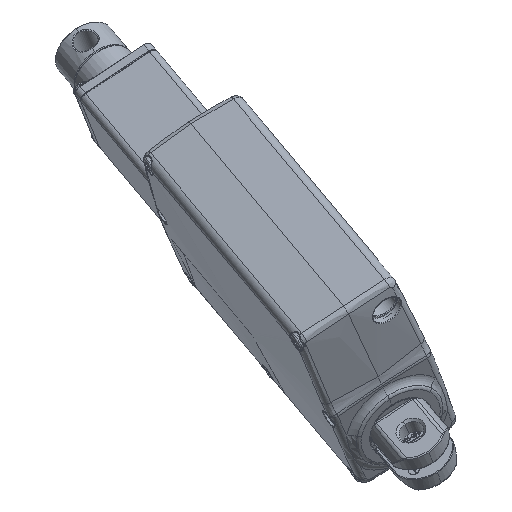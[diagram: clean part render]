
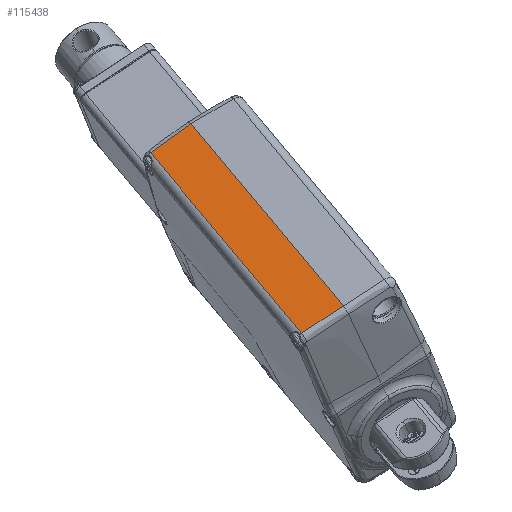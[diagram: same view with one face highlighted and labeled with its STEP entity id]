
A CAD part, front view. The second image highlights one B-rep face of the part: STEP entity #115438.
In plain terms, the highlighted cylindrical face has radius 265 mm (diameter 530 mm), a partial arc.
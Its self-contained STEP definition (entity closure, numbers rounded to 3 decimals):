
#981 = AXIS2_PLACEMENT_3D ( 'NONE', #17864, #98686, #5768 ) ;
#3561 = CARTESIAN_POINT ( 'NONE',  ( -67.285, 19.448, -22.5 ) ) ;
#4644 = CARTESIAN_POINT ( 'NONE',  ( -67.702, 12.976, -11.01 ) ) ;
#5403 = EDGE_CURVE ( 'NONE', #107610, #135586, #133808, .T. ) ;
#5551 = ORIENTED_EDGE ( 'NONE', *, *, #72479, .F. ) ;
#5768 = DIRECTION ( 'NONE',  ( 1., 0., 0. ) ) ;
#11159 = CARTESIAN_POINT ( 'NONE',  ( -68., 0., 106.029 ) ) ;
#16229 = CARTESIAN_POINT ( 'NONE',  ( -68., 3.243, -11.22 ) ) ;
#17864 = CARTESIAN_POINT ( 'NONE',  ( 197., 0., -22.5 ) ) ;
#28460 = CARTESIAN_POINT ( 'NONE',  ( -68., 0., 106.029 ) ) ;
#32077 = EDGE_CURVE ( 'NONE', #107610, #119396, #126127, .T. ) ;
#32246 = B_SPLINE_CURVE_WITH_KNOTS ( 'NONE', 3,
 ( #28460, #97703, #40134, #120924 ),
 .UNSPECIFIED., .F., .F.,
 ( 4, 4 ),
 ( 0.019, 0.039 ),
 .UNSPECIFIED. ) ;
#40134 = CARTESIAN_POINT ( 'NONE',  ( -67.762, 12.965, 105.83 ) ) ;
#40908 = CARTESIAN_POINT ( 'NONE',  ( -67.285, 19.448, -10.716 ) ) ;
#42426 = VERTEX_POINT ( 'NONE', #11159 ) ;
#48138 = EDGE_CURVE ( 'NONE', #42426, #135586, #32246, .T. ) ;
#50228 = DIRECTION ( 'NONE',  ( 0., 0., -1. ) ) ;
#60291 = CARTESIAN_POINT ( 'NONE',  ( -67.285, 19.448, 105.43 ) ) ;
#62247 = ORIENTED_EDGE ( 'NONE', *, *, #32077, .T. ) ;
#62983 = VECTOR ( 'NONE', #50228, 1000. ) ;
#72479 = EDGE_CURVE ( 'NONE', #42426, #119396, #131629, .T. ) ;
#73735 = ORIENTED_EDGE ( 'NONE', *, *, #48138, .T. ) ;
#73855 = CARTESIAN_POINT ( 'NONE',  ( -67.523, 16.214, -10.884 ) ) ;
#74882 = ORIENTED_EDGE ( 'NONE', *, *, #5403, .F. ) ;
#84383 = DIRECTION ( 'NONE',  ( 0., 0., 1. ) ) ;
#85451 = CARTESIAN_POINT ( 'NONE',  ( -67.94, 6.49, -11.178 ) ) ;
#92032 = CARTESIAN_POINT ( 'NONE',  ( -68., 0., -11.22 ) ) ;
#97054 = CARTESIAN_POINT ( 'NONE',  ( -68., 0., -11.22 ) ) ;
#97703 = CARTESIAN_POINT ( 'NONE',  ( -68., 6.483, 106.029 ) ) ;
#98686 = DIRECTION ( 'NONE',  ( 0., 0., 1. ) ) ;
#103094 = VECTOR ( 'NONE', #84383, 1000. ) ;
#107610 = VERTEX_POINT ( 'NONE', #40908 ) ;
#115438 = ADVANCED_FACE ( 'NONE', ( #148080 ), #144440, .T. ) ;
#119360 = CARTESIAN_POINT ( 'NONE',  ( -68., 0., -22.5 ) ) ;
#119396 = VERTEX_POINT ( 'NONE', #92032 ) ;
#120924 = CARTESIAN_POINT ( 'NONE',  ( -67.285, 19.448, 105.43 ) ) ;
#126127 = B_SPLINE_CURVE_WITH_KNOTS ( 'NONE', 3,
 ( #143032, #73855, #4644, #85451, #16229, #97054 ),
 .UNSPECIFIED., .F., .F.,
 ( 4, 2, 4 ),
 ( 0., 0.01, 0.019 ),
 .UNSPECIFIED. ) ;
#131629 = LINE ( 'NONE', #119360, #62983 ) ;
#133808 = LINE ( 'NONE', #3561, #103094 ) ;
#135586 = VERTEX_POINT ( 'NONE', #60291 ) ;
#138319 = EDGE_LOOP ( 'NONE', ( #62247, #5551, #73735, #74882 ) ) ;
#143032 = CARTESIAN_POINT ( 'NONE',  ( -67.285, 19.448, -10.716 ) ) ;
#144440 = CYLINDRICAL_SURFACE ( 'NONE', #981, 265. ) ;
#148080 = FACE_OUTER_BOUND ( 'NONE', #138319, .T. ) ;
